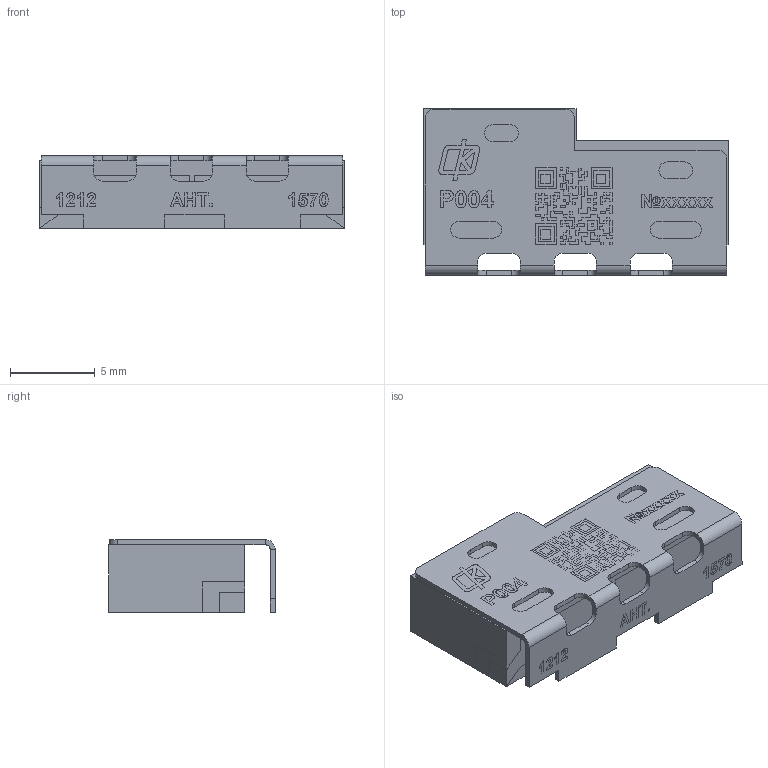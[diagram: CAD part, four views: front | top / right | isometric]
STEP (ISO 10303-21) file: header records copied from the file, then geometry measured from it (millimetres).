
FILE_DESCRIPTION(('STEP AP203'), '1');
FILE_NAME('ÍØÁÀ.468843.018_Äèïëåêñåð ÔÌÌ-2-1,212-96(1,57-90', '', ('UNSPECIFIED'), ('UNSPECIFIED'), 'ASCON STEP Converter 1.6', 'ASCON Math Kernel', '');
FILE_SCHEMA(('CONFIG_CONTROL_DESIGN'));
Length unit declared in the file: millimetre
Products named in the file (1): НШБА.468843.018_Диплексер ФММ-2-1,212-96(1,57-90
Bounding box: 18 x 9.85 x 4.3 mm (x, y, z)
Volume: 567.5 mm3; surface area: 651.1 mm2
Topology: 1 solids, 1 shells, 949 faces, 2572 edges, 1706 vertices
Faces by surface type: plane 822, bspline 89, cylinder 38
Entity records: 45324 total; most frequent: CARTESIAN_POINT 14428, ORIENTED_EDGE 5144, DIRECTION 4119, EDGE_CURVE 2572, LINE 2245, VECTOR 2245, VERTEX_POINT 1706, FACE_BOUND 1036
